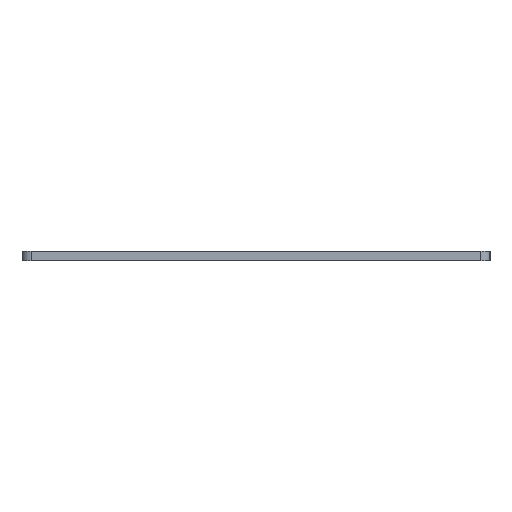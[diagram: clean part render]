
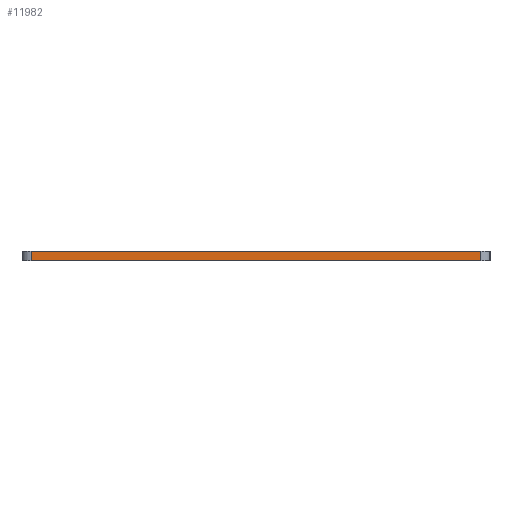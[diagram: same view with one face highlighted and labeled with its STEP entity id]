
A CAD part, left-side view. The second image highlights one B-rep face of the part: STEP entity #11982.
In plain terms, the highlighted planar face has unit normal (-1, 0, 0).
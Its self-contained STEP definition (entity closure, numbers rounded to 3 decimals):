
#84 = PLANE('',#85);
#85 = AXIS2_PLACEMENT_3D('',#86,#87,#88);
#86 = CARTESIAN_POINT('',(95.75,-103.,1.6));
#87 = DIRECTION('',(0.,0.,1.));
#88 = DIRECTION('',(1.,0.,-0.));
#139 = PLANE('',#140);
#140 = AXIS2_PLACEMENT_3D('',#141,#142,#143);
#141 = CARTESIAN_POINT('',(95.75,-103.,0.));
#142 = DIRECTION('',(0.,0.,1.));
#143 = DIRECTION('',(1.,0.,-0.));
#248 = CYLINDRICAL_SURFACE('',#249,1.5);
#249 = AXIS2_PLACEMENT_3D('',#250,#251,#252);
#250 = CARTESIAN_POINT('',(25.,-66.5,0.));
#251 = DIRECTION('',(-0.,-0.,-1.));
#252 = DIRECTION('',(1.,0.,-0.));
#309 = VERTEX_POINT('',#310);
#310 = CARTESIAN_POINT('',(23.5,-66.5,0.));
#332 = EDGE_CURVE('',#333,#309,#335,.T.);
#333 = VERTEX_POINT('',#334);
#334 = CARTESIAN_POINT('',(23.5,-139.5,0.));
#335 = SURFACE_CURVE('',#336,(#340,#347),.PCURVE_S1.);
#336 = LINE('',#337,#338);
#337 = CARTESIAN_POINT('',(23.5,-139.5,0.));
#338 = VECTOR('',#339,1.);
#339 = DIRECTION('',(0.,1.,0.));
#340 = PCURVE('',#139,#341);
#341 = DEFINITIONAL_REPRESENTATION('',(#342),#346);
#342 = LINE('',#343,#344);
#343 = CARTESIAN_POINT('',(-72.25,-36.5));
#344 = VECTOR('',#345,1.);
#345 = DIRECTION('',(0.,1.));
#346 = ( GEOMETRIC_REPRESENTATION_CONTEXT(2) 
PARAMETRIC_REPRESENTATION_CONTEXT() REPRESENTATION_CONTEXT('2D SPACE',''
  ) );
#347 = PCURVE('',#348,#353);
#348 = PLANE('',#349);
#349 = AXIS2_PLACEMENT_3D('',#350,#351,#352);
#350 = CARTESIAN_POINT('',(23.5,-139.5,0.));
#351 = DIRECTION('',(-1.,0.,0.));
#352 = DIRECTION('',(0.,1.,0.));
#353 = DEFINITIONAL_REPRESENTATION('',(#354),#358);
#354 = LINE('',#355,#356);
#355 = CARTESIAN_POINT('',(0.,0.));
#356 = VECTOR('',#357,1.);
#357 = DIRECTION('',(1.,0.));
#358 = ( GEOMETRIC_REPRESENTATION_CONTEXT(2) 
PARAMETRIC_REPRESENTATION_CONTEXT() REPRESENTATION_CONTEXT('2D SPACE',''
  ) );
#377 = CYLINDRICAL_SURFACE('',#378,1.5);
#378 = AXIS2_PLACEMENT_3D('',#379,#380,#381);
#379 = CARTESIAN_POINT('',(25.,-139.5,0.));
#380 = DIRECTION('',(-0.,-0.,-1.));
#381 = DIRECTION('',(1.,0.,-0.));
#6626 = VERTEX_POINT('',#6627);
#6627 = CARTESIAN_POINT('',(23.5,-66.5,1.6));
#6649 = EDGE_CURVE('',#6650,#6626,#6652,.T.);
#6650 = VERTEX_POINT('',#6651);
#6651 = CARTESIAN_POINT('',(23.5,-139.5,1.6));
#6652 = SURFACE_CURVE('',#6653,(#6657,#6664),.PCURVE_S1.);
#6653 = LINE('',#6654,#6655);
#6654 = CARTESIAN_POINT('',(23.5,-139.5,1.6));
#6655 = VECTOR('',#6656,1.);
#6656 = DIRECTION('',(0.,1.,0.));
#6657 = PCURVE('',#84,#6658);
#6658 = DEFINITIONAL_REPRESENTATION('',(#6659),#6663);
#6659 = LINE('',#6660,#6661);
#6660 = CARTESIAN_POINT('',(-72.25,-36.5));
#6661 = VECTOR('',#6662,1.);
#6662 = DIRECTION('',(0.,1.));
#6663 = ( GEOMETRIC_REPRESENTATION_CONTEXT(2) 
PARAMETRIC_REPRESENTATION_CONTEXT() REPRESENTATION_CONTEXT('2D SPACE',''
  ) );
#6664 = PCURVE('',#348,#6665);
#6665 = DEFINITIONAL_REPRESENTATION('',(#6666),#6670);
#6666 = LINE('',#6667,#6668);
#6667 = CARTESIAN_POINT('',(0.,-1.6));
#6668 = VECTOR('',#6669,1.);
#6669 = DIRECTION('',(1.,0.));
#6670 = ( GEOMETRIC_REPRESENTATION_CONTEXT(2) 
PARAMETRIC_REPRESENTATION_CONTEXT() REPRESENTATION_CONTEXT('2D SPACE',''
  ) );
#11934 = EDGE_CURVE('',#309,#6626,#11935,.T.);
#11935 = SURFACE_CURVE('',#11936,(#11940,#11947),.PCURVE_S1.);
#11936 = LINE('',#11937,#11938);
#11937 = CARTESIAN_POINT('',(23.5,-66.5,0.));
#11938 = VECTOR('',#11939,1.);
#11939 = DIRECTION('',(0.,0.,1.));
#11940 = PCURVE('',#248,#11941);
#11941 = DEFINITIONAL_REPRESENTATION('',(#11942),#11946);
#11942 = LINE('',#11943,#11944);
#11943 = CARTESIAN_POINT('',(-3.142,0.));
#11944 = VECTOR('',#11945,1.);
#11945 = DIRECTION('',(-0.,-1.));
#11946 = ( GEOMETRIC_REPRESENTATION_CONTEXT(2) 
PARAMETRIC_REPRESENTATION_CONTEXT() REPRESENTATION_CONTEXT('2D SPACE',''
  ) );
#11947 = PCURVE('',#348,#11948);
#11948 = DEFINITIONAL_REPRESENTATION('',(#11949),#11953);
#11949 = LINE('',#11950,#11951);
#11950 = CARTESIAN_POINT('',(73.,0.));
#11951 = VECTOR('',#11952,1.);
#11952 = DIRECTION('',(0.,-1.));
#11953 = ( GEOMETRIC_REPRESENTATION_CONTEXT(2) 
PARAMETRIC_REPRESENTATION_CONTEXT() REPRESENTATION_CONTEXT('2D SPACE',''
  ) );
#11982 = ADVANCED_FACE('',(#11983),#348,.T.);
#11983 = FACE_BOUND('',#11984,.T.);
#11984 = EDGE_LOOP('',(#11985,#12006,#12007,#12008));
#11985 = ORIENTED_EDGE('',*,*,#11986,.T.);
#11986 = EDGE_CURVE('',#333,#6650,#11987,.T.);
#11987 = SURFACE_CURVE('',#11988,(#11992,#11999),.PCURVE_S1.);
#11988 = LINE('',#11989,#11990);
#11989 = CARTESIAN_POINT('',(23.5,-139.5,0.));
#11990 = VECTOR('',#11991,1.);
#11991 = DIRECTION('',(0.,0.,1.));
#11992 = PCURVE('',#348,#11993);
#11993 = DEFINITIONAL_REPRESENTATION('',(#11994),#11998);
#11994 = LINE('',#11995,#11996);
#11995 = CARTESIAN_POINT('',(0.,0.));
#11996 = VECTOR('',#11997,1.);
#11997 = DIRECTION('',(0.,-1.));
#11998 = ( GEOMETRIC_REPRESENTATION_CONTEXT(2) 
PARAMETRIC_REPRESENTATION_CONTEXT() REPRESENTATION_CONTEXT('2D SPACE',''
  ) );
#11999 = PCURVE('',#377,#12000);
#12000 = DEFINITIONAL_REPRESENTATION('',(#12001),#12005);
#12001 = LINE('',#12002,#12003);
#12002 = CARTESIAN_POINT('',(-3.142,0.));
#12003 = VECTOR('',#12004,1.);
#12004 = DIRECTION('',(-0.,-1.));
#12005 = ( GEOMETRIC_REPRESENTATION_CONTEXT(2) 
PARAMETRIC_REPRESENTATION_CONTEXT() REPRESENTATION_CONTEXT('2D SPACE',''
  ) );
#12006 = ORIENTED_EDGE('',*,*,#6649,.T.);
#12007 = ORIENTED_EDGE('',*,*,#11934,.F.);
#12008 = ORIENTED_EDGE('',*,*,#332,.F.);
